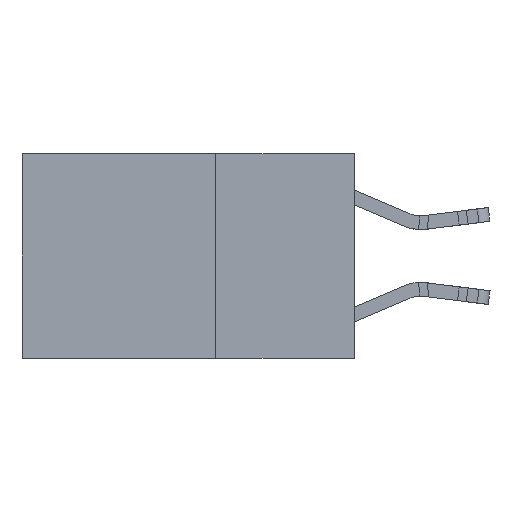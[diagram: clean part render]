
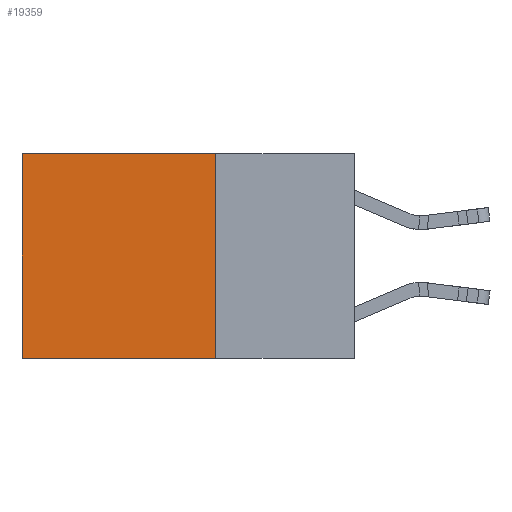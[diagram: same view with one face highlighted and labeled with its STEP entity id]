
A CAD part, left-side view. The second image highlights one B-rep face of the part: STEP entity #19359.
In plain terms, the highlighted planar face has unit normal (-1, 0, 0).
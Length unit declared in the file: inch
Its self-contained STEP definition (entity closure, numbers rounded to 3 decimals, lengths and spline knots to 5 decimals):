
#1936 = EDGE_LOOP ( 'NONE', ( #8897, #4583, #4752, #19944 ) ) ;
#2645 = AXIS2_PLACEMENT_3D ( 'NONE', #7831, #11966, #23652 ) ;
#2949 = CARTESIAN_POINT ( 'NONE',  ( 0.2625, 0.25, 0. ) ) ;
#4583 = ORIENTED_EDGE ( 'NONE', *, *, #26827, .F. ) ;
#4752 = ORIENTED_EDGE ( 'NONE', *, *, #21234, .F. ) ;
#6204 = CARTESIAN_POINT ( 'NONE',  ( 0.2625, 0.25, -0.37 ) ) ;
#7291 = CARTESIAN_POINT ( 'NONE',  ( 0.2625, 0.25, 0. ) ) ;
#7417 = LINE ( 'NONE', #6204, #18028 ) ;
#7831 = CARTESIAN_POINT ( 'NONE',  ( 0.2625, 0.25, 0. ) ) ;
#8897 = ORIENTED_EDGE ( 'NONE', *, *, #13540, .T. ) ;
#8995 = VERTEX_POINT ( 'NONE', #20431 ) ;
#9864 = DIRECTION ( 'NONE',  ( 0., 0., -1. ) ) ;
#11366 = VERTEX_POINT ( 'NONE', #7291 ) ;
#11780 = CARTESIAN_POINT ( 'NONE',  ( 0.2625, 0.6, 0. ) ) ;
#11966 = DIRECTION ( 'NONE',  ( 1., 0., 0. ) ) ;
#12252 = PLANE ( 'NONE',  #2645 ) ;
#13540 = EDGE_CURVE ( 'NONE', #22909, #8995, #18526, .T. ) ;
#14162 = DIRECTION ( 'NONE',  ( 0., 0., -1. ) ) ;
#15404 = FACE_OUTER_BOUND ( 'NONE', #1936, .T. ) ;
#16580 = VECTOR ( 'NONE', #24585, 39.37008 ) ;
#17225 = DIRECTION ( 'NONE',  ( 0., 1., 0. ) ) ;
#17356 = EDGE_CURVE ( 'NONE', #11366, #22909, #24362, .T. ) ;
#17417 = VERTEX_POINT ( 'NONE', #17843 ) ;
#17843 = CARTESIAN_POINT ( 'NONE',  ( 0.2625, 0.25, -0.37 ) ) ;
#18028 = VECTOR ( 'NONE', #17225, 39.37008 ) ;
#18526 = LINE ( 'NONE', #11780, #24549 ) ;
#19168 = VECTOR ( 'NONE', #9864, 39.37008 ) ;
#19359 = ADVANCED_FACE ( 'NONE', ( #15404 ), #12252, .F. ) ;
#19944 = ORIENTED_EDGE ( 'NONE', *, *, #17356, .T. ) ;
#20431 = CARTESIAN_POINT ( 'NONE',  ( 0.2625, 0.6, -0.37 ) ) ;
#21234 = EDGE_CURVE ( 'NONE', #11366, #17417, #22341, .T. ) ;
#22209 = CARTESIAN_POINT ( 'NONE',  ( 0.2625, 0.25, 0. ) ) ;
#22341 = LINE ( 'NONE', #2949, #19168 ) ;
#22909 = VERTEX_POINT ( 'NONE', #28142 ) ;
#23652 = DIRECTION ( 'NONE',  ( 0., 0., -1. ) ) ;
#24362 = LINE ( 'NONE', #22209, #16580 ) ;
#24549 = VECTOR ( 'NONE', #14162, 39.37008 ) ;
#24585 = DIRECTION ( 'NONE',  ( 0., 1., 0. ) ) ;
#26827 = EDGE_CURVE ( 'NONE', #17417, #8995, #7417, .T. ) ;
#28142 = CARTESIAN_POINT ( 'NONE',  ( 0.2625, 0.6, 0. ) ) ;
